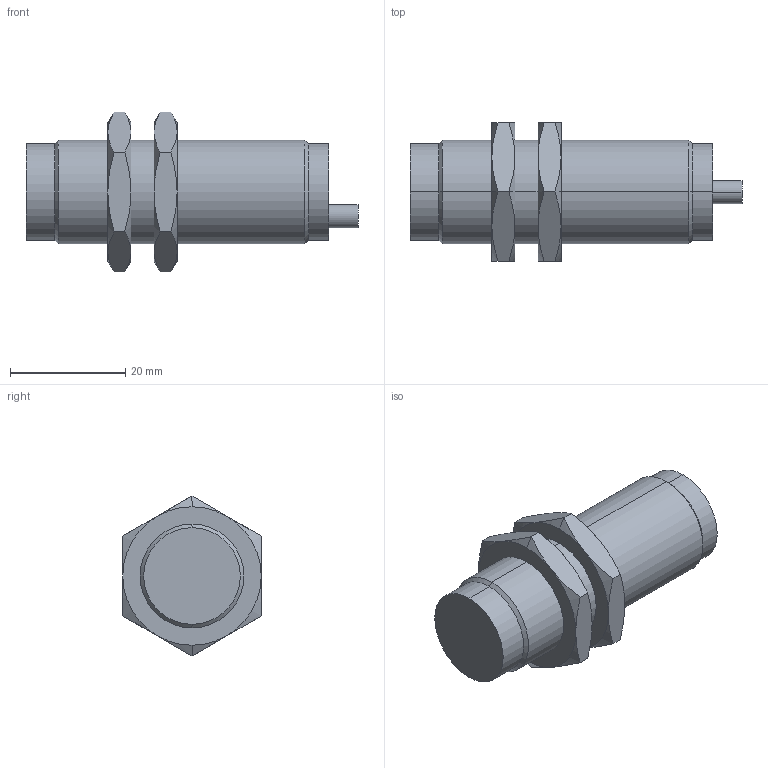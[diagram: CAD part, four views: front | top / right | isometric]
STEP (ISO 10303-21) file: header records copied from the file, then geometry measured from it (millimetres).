
FILE_DESCRIPTION(('starvars output'),'2;1');
FILE_NAME('cv20200403091350000019959.stp','09:13:50 2020/04/03',( 'Thomas Industrial Network Germany GmbH'),( 'Thomas Industrial Network Germany GmbH'),'unknown preprocess','ACIS' ,'unknown authorization');
FILE_SCHEMA(('AUTOMOTIVE_DESIGN_CC2 {UNKNOWN IMPLEMENTATION LEVEL}'));
Length unit declared in the file: millimetre
Products named in the file (1): PRODUCT_ID_1
Bounding box: 57.58 x 24 x 27.71 mm (x, y, z)
Volume: 15012.7 mm3; surface area: 4563.8 mm2
Topology: 1 solids, 1 shells, 67 faces, 140 edges, 80 vertices
Faces by surface type: cone 36, plane 19, cylinder 12
Entity records: 1931 total; most frequent: CARTESIAN_POINT 305, ORIENTED_EDGE 280, EDGE_CURVE 140, DIRECTION 126, VERTEX_POINT 80, EDGE_LOOP 72, FACE_BOUND 72, STYLED_ITEM 68
